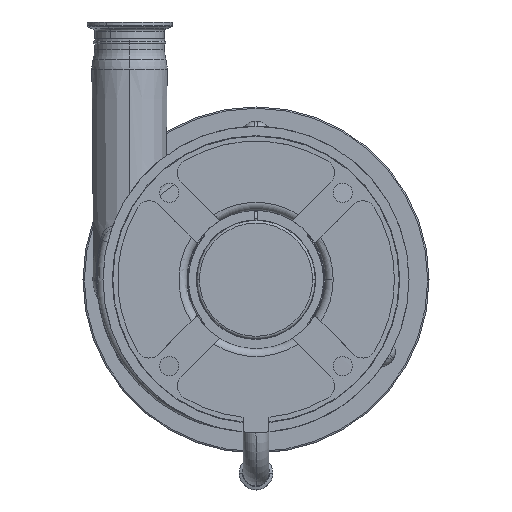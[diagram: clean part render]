
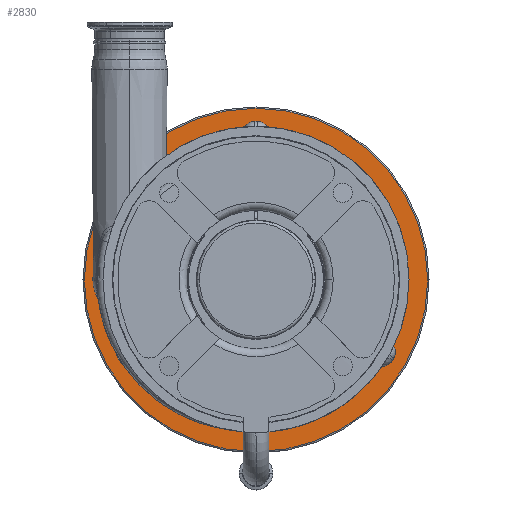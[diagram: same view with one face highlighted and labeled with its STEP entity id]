
A CAD part, top view. The second image highlights one B-rep face of the part: STEP entity #2830.
In plain terms, the highlighted planar face has unit normal (0, 0, 1).
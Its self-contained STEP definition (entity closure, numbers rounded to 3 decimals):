
#298 = CARTESIAN_POINT ( 'NONE',  ( 0., 109., -58.5 ) ) ;
#490 = DIRECTION ( 'NONE',  ( 0., 0., 1. ) ) ;
#1263 = CARTESIAN_POINT ( 'NONE',  ( 94.397, -54.5, -58.5 ) ) ;
#1306 = DIRECTION ( 'NONE',  ( 0., 0., -1. ) ) ;
#1726 = CIRCLE ( 'NONE', #18181, 10. ) ;
#1743 = DIRECTION ( 'NONE',  ( -1., 0., 0. ) ) ;
#2082 = AXIS2_PLACEMENT_3D ( 'NONE', #16047, #16145, #8354 ) ;
#2292 = ORIENTED_EDGE ( 'NONE', *, *, #19328, .T. ) ;
#2387 = AXIS2_PLACEMENT_3D ( 'NONE', #1263, #10639, #13874 ) ;
#2460 = ORIENTED_EDGE ( 'NONE', *, *, #16874, .T. ) ;
#2830 = ADVANCED_FACE ( 'NONE', ( #13441, #15357, #4237, #10290, #19608 ), #13727, .F. ) ;
#2984 = CIRCLE ( 'NONE', #14271, 97. ) ;
#3051 = EDGE_CURVE ( 'NONE', #19170, #4243, #19060, .T. ) ;
#3348 = CARTESIAN_POINT ( 'NONE',  ( -94.397, -54.5, -58.5 ) ) ;
#3425 = DIRECTION ( 'NONE',  ( 1., 0., 0. ) ) ;
#3430 = EDGE_CURVE ( 'NONE', #5312, #3713, #10603, .T. ) ;
#3528 = DIRECTION ( 'NONE',  ( -1., 0., 0. ) ) ;
#3627 = CARTESIAN_POINT ( 'NONE',  ( 0., 0., -58.5 ) ) ;
#3713 = VERTEX_POINT ( 'NONE', #17949 ) ;
#4227 = ORIENTED_EDGE ( 'NONE', *, *, #3430, .T. ) ;
#4237 = FACE_BOUND ( 'NONE', #8597, .T. ) ;
#4243 = VERTEX_POINT ( 'NONE', #15375 ) ;
#4654 = CIRCLE ( 'NONE', #4968, 97. ) ;
#4968 = AXIS2_PLACEMENT_3D ( 'NONE', #3627, #5047, #3528 ) ;
#5047 = DIRECTION ( 'NONE',  ( 0., 0., -1. ) ) ;
#5057 = ORIENTED_EDGE ( 'NONE', *, *, #13907, .T. ) ;
#5193 = DIRECTION ( 'NONE',  ( -1., 0., 0. ) ) ;
#5254 = EDGE_CURVE ( 'NONE', #3713, #5312, #5602, .T. ) ;
#5281 = EDGE_CURVE ( 'NONE', #4243, #19170, #18838, .T. ) ;
#5312 = VERTEX_POINT ( 'NONE', #6362 ) ;
#5602 = CIRCLE ( 'NONE', #9798, 10. ) ;
#6225 = EDGE_CURVE ( 'NONE', #17289, #7237, #4654, .T. ) ;
#6359 = CARTESIAN_POINT ( 'NONE',  ( 0., 109., -58.5 ) ) ;
#6362 = CARTESIAN_POINT ( 'NONE',  ( 10., 109., -58.5 ) ) ;
#6453 = DIRECTION ( 'NONE',  ( 0., 0., -1. ) ) ;
#7237 = VERTEX_POINT ( 'NONE', #9252 ) ;
#7467 = ORIENTED_EDGE ( 'NONE', *, *, #19376, .T. ) ;
#8170 = DIRECTION ( 'NONE',  ( 0., 0., 1. ) ) ;
#8236 = CARTESIAN_POINT ( 'NONE',  ( 0., 0., -58.5 ) ) ;
#8321 = DIRECTION ( 'NONE',  ( 0., 0., -1. ) ) ;
#8354 = DIRECTION ( 'NONE',  ( -1., 0., 0. ) ) ;
#8597 = EDGE_LOOP ( 'NONE', ( #2460, #2292 ) ) ;
#8873 = CARTESIAN_POINT ( 'NONE',  ( 84.397, -54.5, -58.5 ) ) ;
#9150 = CIRCLE ( 'NONE', #2387, 10. ) ;
#9228 = CARTESIAN_POINT ( 'NONE',  ( 97., 0., -58.5 ) ) ;
#9252 = CARTESIAN_POINT ( 'NONE',  ( -97., 0., -58.5 ) ) ;
#9451 = CARTESIAN_POINT ( 'NONE',  ( 104.397, -54.5, -58.5 ) ) ;
#9471 = AXIS2_PLACEMENT_3D ( 'NONE', #16059, #8170, #3425 ) ;
#9798 = AXIS2_PLACEMENT_3D ( 'NONE', #298, #6453, #18992 ) ;
#9937 = CARTESIAN_POINT ( 'NONE',  ( 94.397, -54.5, -58.5 ) ) ;
#10076 = CARTESIAN_POINT ( 'NONE',  ( 129., 0., -58.5 ) ) ;
#10290 = FACE_BOUND ( 'NONE', #13958, .T. ) ;
#10388 = CARTESIAN_POINT ( 'NONE',  ( 0., 64.295, -58.5 ) ) ;
#10603 = CIRCLE ( 'NONE', #18362, 10. ) ;
#10639 = DIRECTION ( 'NONE',  ( 0., 0., -1. ) ) ;
#10683 = CIRCLE ( 'NONE', #17465, 10. ) ;
#10775 = CIRCLE ( 'NONE', #2082, 10. ) ;
#10984 = DIRECTION ( 'NONE',  ( -1., 0., 0. ) ) ;
#11479 = DIRECTION ( 'NONE',  ( 1., 0., 0. ) ) ;
#11670 = EDGE_CURVE ( 'NONE', #7237, #17289, #2984, .T. ) ;
#13177 = DIRECTION ( 'NONE',  ( -1., 0., 0. ) ) ;
#13285 = VERTEX_POINT ( 'NONE', #9451 ) ;
#13441 = FACE_BOUND ( 'NONE', #16666, .T. ) ;
#13444 = VERTEX_POINT ( 'NONE', #18602 ) ;
#13727 = PLANE ( 'NONE',  #19751 ) ;
#13874 = DIRECTION ( 'NONE',  ( -1., 0., 0. ) ) ;
#13907 = EDGE_CURVE ( 'NONE', #13444, #17551, #10775, .T. ) ;
#13958 = EDGE_LOOP ( 'NONE', ( #15674, #17282 ) ) ;
#14103 = EDGE_LOOP ( 'NONE', ( #5057, #7467 ) ) ;
#14148 = DIRECTION ( 'NONE',  ( 0., 0., -1. ) ) ;
#14271 = AXIS2_PLACEMENT_3D ( 'NONE', #8236, #8321, #5193 ) ;
#14356 = ORIENTED_EDGE ( 'NONE', *, *, #5281, .T. ) ;
#14719 = ORIENTED_EDGE ( 'NONE', *, *, #3051, .T. ) ;
#14730 = CARTESIAN_POINT ( 'NONE',  ( 0., 0., -58.5 ) ) ;
#15069 = CARTESIAN_POINT ( 'NONE',  ( -104.397, -54.5, -58.5 ) ) ;
#15357 = FACE_BOUND ( 'NONE', #14103, .T. ) ;
#15375 = CARTESIAN_POINT ( 'NONE',  ( -129., 0., -58.5 ) ) ;
#15674 = ORIENTED_EDGE ( 'NONE', *, *, #6225, .T. ) ;
#16047 = CARTESIAN_POINT ( 'NONE',  ( -94.397, -54.5, -58.5 ) ) ;
#16059 = CARTESIAN_POINT ( 'NONE',  ( 0., 0., -58.5 ) ) ;
#16145 = DIRECTION ( 'NONE',  ( 0., 0., -1. ) ) ;
#16666 = EDGE_LOOP ( 'NONE', ( #4227, #18758 ) ) ;
#16673 = DIRECTION ( 'NONE',  ( -1., 0., 0. ) ) ;
#16874 = EDGE_CURVE ( 'NONE', #13285, #19967, #10683, .T. ) ;
#17175 = EDGE_LOOP ( 'NONE', ( #14719, #14356 ) ) ;
#17282 = ORIENTED_EDGE ( 'NONE', *, *, #11670, .T. ) ;
#17289 = VERTEX_POINT ( 'NONE', #9228 ) ;
#17465 = AXIS2_PLACEMENT_3D ( 'NONE', #9937, #19145, #13177 ) ;
#17551 = VERTEX_POINT ( 'NONE', #15069 ) ;
#17949 = CARTESIAN_POINT ( 'NONE',  ( -10., 109., -58.5 ) ) ;
#18098 = AXIS2_PLACEMENT_3D ( 'NONE', #14730, #490, #11479 ) ;
#18181 = AXIS2_PLACEMENT_3D ( 'NONE', #3348, #14148, #1743 ) ;
#18362 = AXIS2_PLACEMENT_3D ( 'NONE', #6359, #18683, #10984 ) ;
#18602 = CARTESIAN_POINT ( 'NONE',  ( -84.397, -54.5, -58.5 ) ) ;
#18683 = DIRECTION ( 'NONE',  ( 0., 0., -1. ) ) ;
#18758 = ORIENTED_EDGE ( 'NONE', *, *, #5254, .T. ) ;
#18838 = CIRCLE ( 'NONE', #9471, 129. ) ;
#18992 = DIRECTION ( 'NONE',  ( -1., 0., 0. ) ) ;
#19060 = CIRCLE ( 'NONE', #18098, 129. ) ;
#19145 = DIRECTION ( 'NONE',  ( 0., 0., -1. ) ) ;
#19170 = VERTEX_POINT ( 'NONE', #10076 ) ;
#19328 = EDGE_CURVE ( 'NONE', #19967, #13285, #9150, .T. ) ;
#19376 = EDGE_CURVE ( 'NONE', #17551, #13444, #1726, .T. ) ;
#19608 = FACE_OUTER_BOUND ( 'NONE', #17175, .T. ) ;
#19751 = AXIS2_PLACEMENT_3D ( 'NONE', #10388, #1306, #16673 ) ;
#19967 = VERTEX_POINT ( 'NONE', #8873 ) ;
